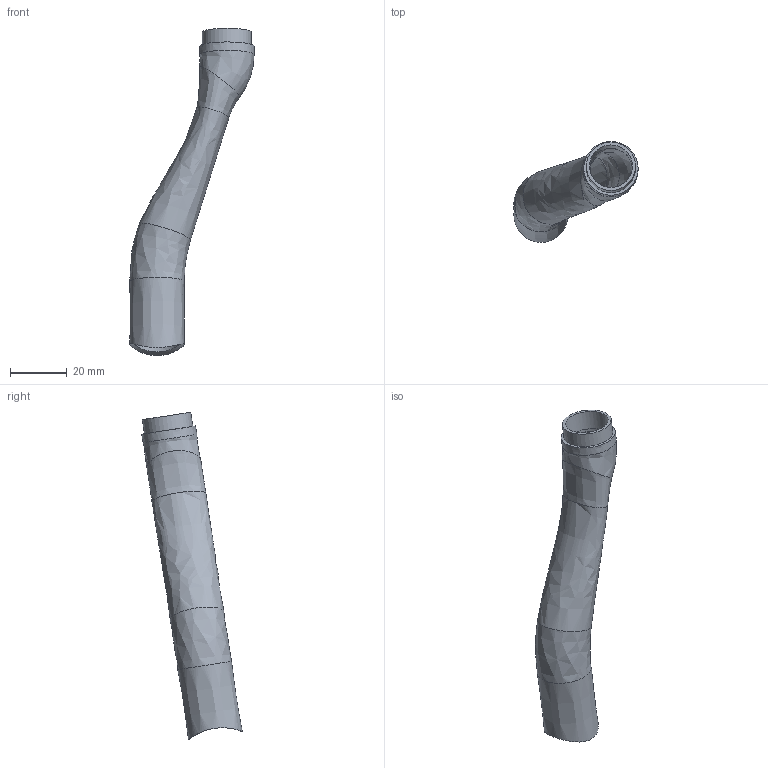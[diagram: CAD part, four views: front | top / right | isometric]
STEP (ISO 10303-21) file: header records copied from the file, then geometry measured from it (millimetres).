
FILE_DESCRIPTION(/* description */ (''),/* implementation_level */ '2;1');
FILE_NAME(/* name */ 'Lib-Fab-Yoke-v3.step',/* time_stamp */ '2023-02-05T11:55:19-05:00',/* author */ (''),/* organization */ (''),/* preprocessor_version */ 'ST-DEVELOPER v19.2',/* originating_system */ 'Autodesk Translation Framework v11.17.0.187',/* authorisation */ '');
FILE_SCHEMA (('AUTOMOTIVE_DESIGN { 1 0 10303 214 3 1 1 }'));
Length unit declared in the file: millimetre
Products named in the file (1): Yoke
Bounding box: 43.64 x 35.28 x 114.95 mm (x, y, z)
Volume: 11417.3 mm3; surface area: 11886.7 mm2
Topology: 1 solids, 1 shells, 17 faces, 38 edges, 24 vertices
Faces by surface type: bspline 12, cylinder 3, plane 2
Full cylindrical faces by diameter (mm): 15.1 x1, 17.2 x1
Entity records: 3628 total; most frequent: CARTESIAN_POINT 3300, ORIENTED_EDGE 76, EDGE_CURVE 38, B_SPLINE_CURVE_WITH_KNOTS 32, VERTEX_POINT 24, DIRECTION 22, EDGE_LOOP 20, FACE_OUTER_BOUND 17
